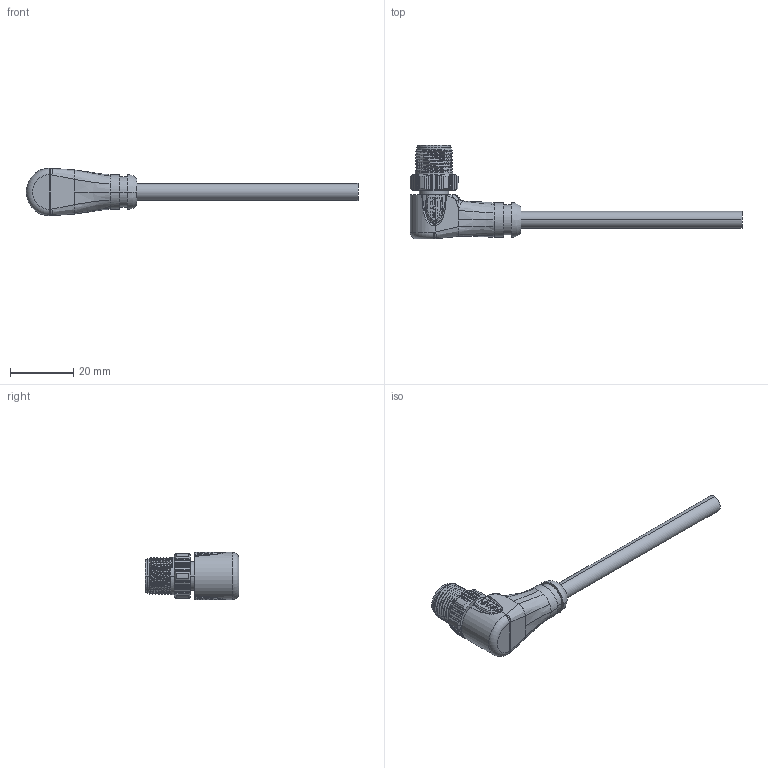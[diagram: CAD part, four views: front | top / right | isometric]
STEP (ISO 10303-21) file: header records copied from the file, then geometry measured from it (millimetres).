
FILE_DESCRIPTION((''),'2;1');
FILE_NAME('M12-M03A-S-XX_SW0001','2023-12-21T',('lian.chen'),(''),'PRO/ENGINEER BY PARAMETRIC TECHNOLOGY CORPORATION, 2012480','PRO/ENGINEER BY PARAMETRIC TECHNOLOGY CORPORATION, 2012480','');
FILE_SCHEMA(('CONFIG_CONTROL_DESIGN'));
Length unit declared in the file: millimetre
Products named in the file (1): M12-M03A-S-XX_SW0001
Bounding box: 105.1 x 29.7 x 15 mm (x, y, z)
Volume: 7595.2 mm3; surface area: 5247.2 mm2
Topology: 1 solids, 2 shells, 610 faces, 1650 edges, 1053 vertices
Faces by surface type: plane 290, cylinder 217, bspline 69, cone 22, sphere 6, extrusion 4, torus 2
Entity records: 27881 total; most frequent: CARTESIAN_POINT 13268, ORIENTED_EDGE 3282, DIRECTION 2779, EDGE_CURVE 1641, AXIS2_PLACEMENT_3D 1064, VERTEX_POINT 1053, VECTOR 651, LINE 647
